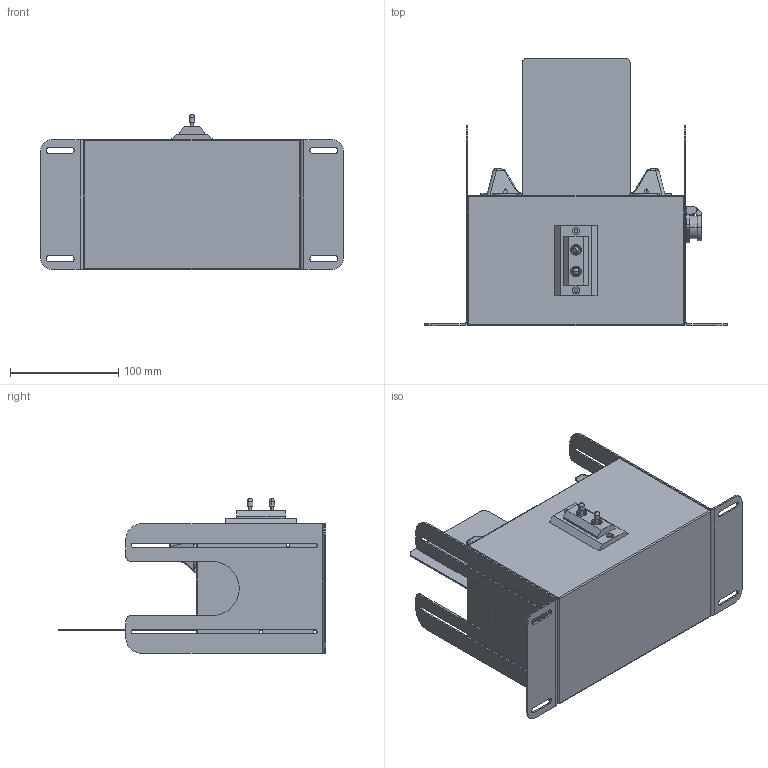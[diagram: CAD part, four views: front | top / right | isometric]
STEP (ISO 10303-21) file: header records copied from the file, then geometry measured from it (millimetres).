
FILE_DESCRIPTION (( 'STEP AP203' ), '1' );
FILE_NAME ('喃萇蛃1.2.S', '2024-05-07T02:00:17', ( '' ), ( '' ), 'SwSTEP 2.0', 'SolidWorks 2024', '' );
FILE_SCHEMA (( 'CONFIG_CONTROL_DESIGN' ));
Length unit declared in the file: millimetre
Products named in the file (10): WEIPU航空头; 充电桩1.2; 充电桩照明灯v1.2; 探针; 二维码; 充电桩支腿185mm; 探针支架v1.2; 充电桩后板; 充电桩v1.2; 二维码支架
Assembly tree (12 placements, depth 2):
  充电桩1.2
    充电桩v1.2
    探针支架v1.2
    充电桩后板
    充电桩支腿185mm  x2
    WEIPU航空头
    二维码
    探针  x2
    充电桩照明灯v1.2  x2
    二维码支架
Bounding box: 280 x 247.5 x 143.2 mm (x, y, z)
Volume: 338695 mm3; surface area: 407767.4 mm2
Topology: 13 solids, 13 shells, 791 faces, 2093 edges, 1359 vertices
Faces by surface type: plane 321, cylinder 310, bspline 124, torus 16, sphere 12, cone 8
Entity records: 23670 total; most frequent: CARTESIAN_POINT 6642, ORIENTED_EDGE 3448, DIRECTION 3046, EDGE_CURVE 1724, VERTEX_POINT 1128, AXIS2_PLACEMENT_3D 1043, VECTOR 960, LINE 960
